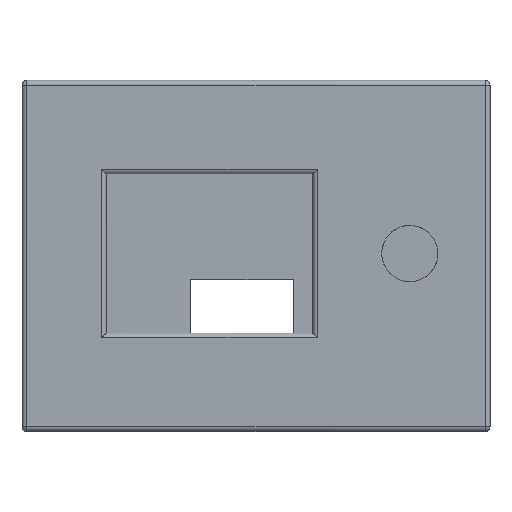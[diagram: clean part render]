
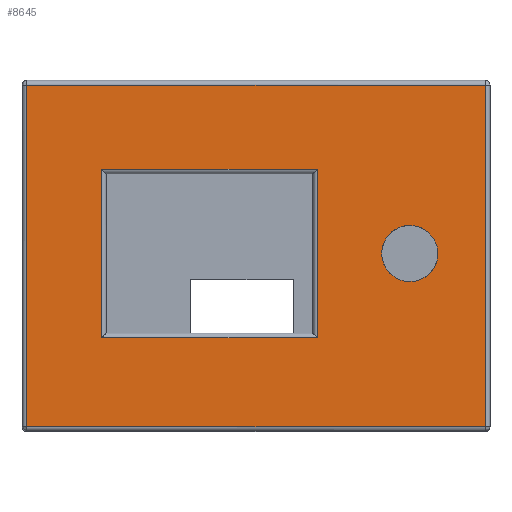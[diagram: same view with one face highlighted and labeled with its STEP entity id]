
A CAD part, top view. The second image highlights one B-rep face of the part: STEP entity #8645.
In plain terms, the highlighted free-form (B-spline) face has degree [1, 1] with [2, 2] control points.
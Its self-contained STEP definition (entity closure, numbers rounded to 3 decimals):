
#8475 = EDGE_CURVE('',#8476,#8478,#8480,.T.);
#8476 = VERTEX_POINT('',#8477);
#8477 = CARTESIAN_POINT('',(106.289,-24.157,
    48.313));
#8478 = VERTEX_POINT('',#8479);
#8479 = CARTESIAN_POINT('',(169.924,-24.157,
    48.313));
#8480 = B_SPLINE_CURVE_WITH_KNOTS('',1,(#8481,#8482),.UNSPECIFIED.,.F.,
  .F.,(2,2),(-39.05,7.05),.PIECEWISE_BEZIER_KNOTS.);
#8481 = CARTESIAN_POINT('',(106.289,-24.157,
    48.313));
#8482 = CARTESIAN_POINT('',(169.924,-24.157,
    48.313));
#8515 = EDGE_CURVE('',#8478,#8516,#8518,.T.);
#8516 = VERTEX_POINT('',#8517);
#8517 = CARTESIAN_POINT('',(169.924,25.537,
    48.313));
#8518 = B_SPLINE_CURVE_WITH_KNOTS('',1,(#8519,#8520),.UNSPECIFIED.,.F.,
  .F.,(2,2),(-26.25,9.75),.PIECEWISE_BEZIER_KNOTS.);
#8519 = CARTESIAN_POINT('',(169.924,-24.157,
    48.313));
#8520 = CARTESIAN_POINT('',(169.924,25.537,
    48.313));
#8546 = EDGE_CURVE('',#8516,#8547,#8549,.T.);
#8547 = VERTEX_POINT('',#8548);
#8548 = CARTESIAN_POINT('',(106.289,25.537,
    48.313));
#8549 = B_SPLINE_CURVE_WITH_KNOTS('',1,(#8550,#8551),.UNSPECIFIED.,.F.,
  .F.,(2,2),(-29.1,17.),.PIECEWISE_BEZIER_KNOTS.);
#8550 = CARTESIAN_POINT('',(169.924,25.537,
    48.313));
#8551 = CARTESIAN_POINT('',(106.289,25.537,
    48.313));
#8583 = EDGE_CURVE('',#8547,#8476,#8584,.T.);
#8584 = B_SPLINE_CURVE_WITH_KNOTS('',1,(#8585,#8586),.UNSPECIFIED.,.F.,
  .F.,(2,2),(-26.75,9.25),.PIECEWISE_BEZIER_KNOTS.);
#8585 = CARTESIAN_POINT('',(106.289,25.537,
    48.313));
#8586 = CARTESIAN_POINT('',(106.289,-24.157,
    48.313));
#8645 = ADVANCED_FACE('',(#8646,#8676,#8690),#8696,.T.);
#8646 = FACE_BOUND('',#8647,.T.);
#8647 = EDGE_LOOP('',(#8648,#8657,#8664,#8671));
#8648 = ORIENTED_EDGE('',*,*,#8649,.F.);
#8649 = EDGE_CURVE('',#8650,#8652,#8654,.T.);
#8650 = VERTEX_POINT('',#8651);
#8651 = CARTESIAN_POINT('',(219.479,-50.384,
    48.313));
#8652 = VERTEX_POINT('',#8653);
#8653 = CARTESIAN_POINT('',(84.203,-50.384,
    48.313));
#8654 = B_SPLINE_CURVE_WITH_KNOTS('',1,(#8655,#8656),.UNSPECIFIED.,.F.,
  .F.,(2,2),(-74.,24.),.PIECEWISE_BEZIER_KNOTS.);
#8655 = CARTESIAN_POINT('',(219.479,-50.384,
    48.313));
#8656 = CARTESIAN_POINT('',(84.203,-50.384,
    48.313));
#8657 = ORIENTED_EDGE('',*,*,#8658,.F.);
#8658 = EDGE_CURVE('',#8659,#8650,#8661,.T.);
#8659 = VERTEX_POINT('',#8660);
#8660 = CARTESIAN_POINT('',(219.479,50.384,
    48.313));
#8661 = B_SPLINE_CURVE_WITH_KNOTS('',1,(#8662,#8663),.UNSPECIFIED.,.F.,
  .F.,(2,2),(-55.25,17.75),.PIECEWISE_BEZIER_KNOTS.);
#8662 = CARTESIAN_POINT('',(219.479,50.384,
    48.313));
#8663 = CARTESIAN_POINT('',(219.479,-50.384,
    48.313));
#8664 = ORIENTED_EDGE('',*,*,#8665,.F.);
#8665 = EDGE_CURVE('',#8666,#8659,#8668,.T.);
#8666 = VERTEX_POINT('',#8667);
#8667 = CARTESIAN_POINT('',(84.203,50.384,
    48.313));
#8668 = B_SPLINE_CURVE_WITH_KNOTS('',1,(#8669,#8670),.UNSPECIFIED.,.F.,
  .F.,(2,2),(-74.,24.),.PIECEWISE_BEZIER_KNOTS.);
#8669 = CARTESIAN_POINT('',(84.203,50.384,
    48.313));
#8670 = CARTESIAN_POINT('',(219.479,50.384,
    48.313));
#8671 = ORIENTED_EDGE('',*,*,#8672,.F.);
#8672 = EDGE_CURVE('',#8652,#8666,#8673,.T.);
#8673 = B_SPLINE_CURVE_WITH_KNOTS('',1,(#8674,#8675),.UNSPECIFIED.,.F.,
  .F.,(2,2),(-55.25,17.75),.PIECEWISE_BEZIER_KNOTS.);
#8674 = CARTESIAN_POINT('',(84.203,-50.384,
    48.313));
#8675 = CARTESIAN_POINT('',(84.203,50.384,
    48.313));
#8676 = FACE_BOUND('',#8677,.T.);
#8677 = EDGE_LOOP('',(#8678));
#8678 = ORIENTED_EDGE('',*,*,#8679,.T.);
#8679 = EDGE_CURVE('',#8680,#8680,#8682,.T.);
#8680 = VERTEX_POINT('',#8681);
#8681 = CARTESIAN_POINT('',(205.497,0.692,
    48.313));
#8682 = ( BOUNDED_CURVE() B_SPLINE_CURVE(2,(#8683,#8684,#8685,#8686,
#8687,#8688,#8689),.UNSPECIFIED.,.T.,.F.) B_SPLINE_CURVE_WITH_KNOTS((3,2
    ,2,3),(3.142,5.236,7.33,9.425),
.PIECEWISE_BEZIER_KNOTS.) CURVE() GEOMETRIC_REPRESENTATION_ITEM() 
RATIONAL_B_SPLINE_CURVE((1.,0.5,1.,0.5,1.,0.5,1.)) REPRESENTATION_ITEM(
  '') );
#8683 = CARTESIAN_POINT('',(205.497,0.692,
    48.313));
#8684 = CARTESIAN_POINT('',(205.497,-13.654,
    48.313));
#8685 = CARTESIAN_POINT('',(193.073,-6.481,
    48.313));
#8686 = CARTESIAN_POINT('',(180.65,0.692,
    48.313));
#8687 = CARTESIAN_POINT('',(193.073,7.864,
    48.313));
#8688 = CARTESIAN_POINT('',(205.497,15.037,
    48.313));
#8689 = CARTESIAN_POINT('',(205.497,0.692,
    48.313));
#8690 = FACE_BOUND('',#8691,.T.);
#8691 = EDGE_LOOP('',(#8692,#8693,#8694,#8695));
#8692 = ORIENTED_EDGE('',*,*,#8475,.F.);
#8693 = ORIENTED_EDGE('',*,*,#8583,.F.);
#8694 = ORIENTED_EDGE('',*,*,#8546,.F.);
#8695 = ORIENTED_EDGE('',*,*,#8515,.F.);
#8696 = B_SPLINE_SURFACE_WITH_KNOTS('',1,1,(
    (#8697,#8698)
    ,(#8699,#8700
    )),.UNSPECIFIED.,.F.,.F.,.F.,(2,2),(2,2),(-49.,49.),(-36.5,36.5),
  .PIECEWISE_BEZIER_KNOTS.);
#8697 = CARTESIAN_POINT('',(84.203,-50.384,
    48.313));
#8698 = CARTESIAN_POINT('',(84.203,50.384,
    48.313));
#8699 = CARTESIAN_POINT('',(219.479,-50.384,
    48.313));
#8700 = CARTESIAN_POINT('',(219.479,50.384,
    48.313));
